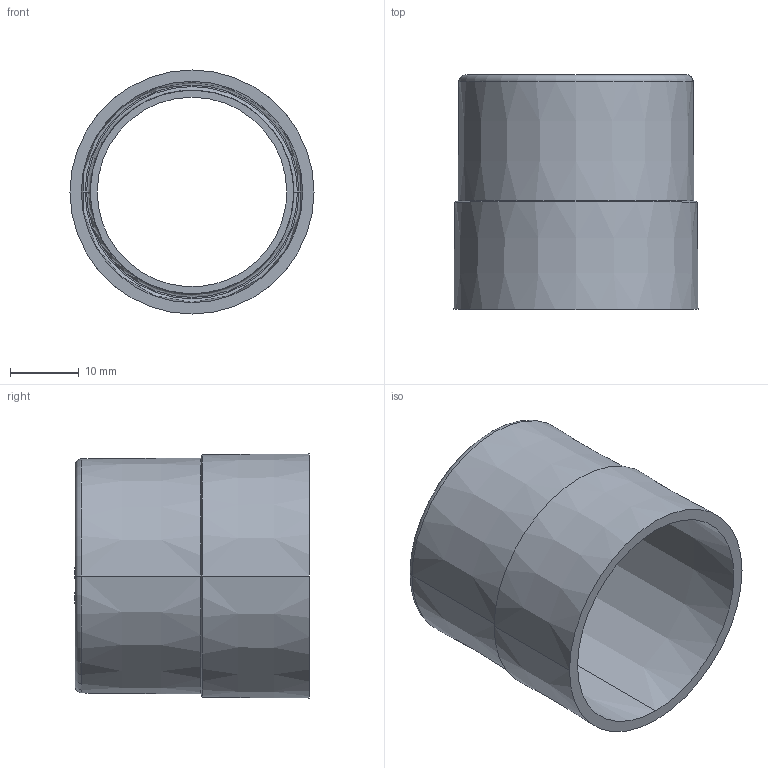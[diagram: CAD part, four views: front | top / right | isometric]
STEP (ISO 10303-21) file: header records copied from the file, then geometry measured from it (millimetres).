
FILE_DESCRIPTION((''),'2;1');
FILE_NAME('2047853','2012-08-14T',('AndreasKeweloh'),(''),'PRO/ENGINEER BY PARAMETRIC TECHNOLOGY CORPORATION, 2012130','PRO/ENGINEER BY PARAMETRIC TECHNOLOGY CORPORATION, 2012130','');
FILE_SCHEMA(('CONFIG_CONTROL_DESIGN'));
Length unit declared in the file: millimetre
Products named in the file (1): 2047853
Bounding box: 35.4 x 34.07 x 35.4 mm (x, y, z)
Surface area: 7968.9 mm2 (no closed solid volume)
Topology: 0 solids, 1 shells, 32 faces, 122 edges, 91 vertices
Faces by surface type: torus 13, cone 12, plane 7
Entity records: 1459 total; most frequent: CARTESIAN_POINT 408, DIRECTION 214, ORIENTED_EDGE 206, EDGE_CURVE 122, AXIS2_PLACEMENT_3D 100, VERTEX_POINT 91, CIRCLE 68, B_SPLINE_CURVE_WITH_KNOTS 40
